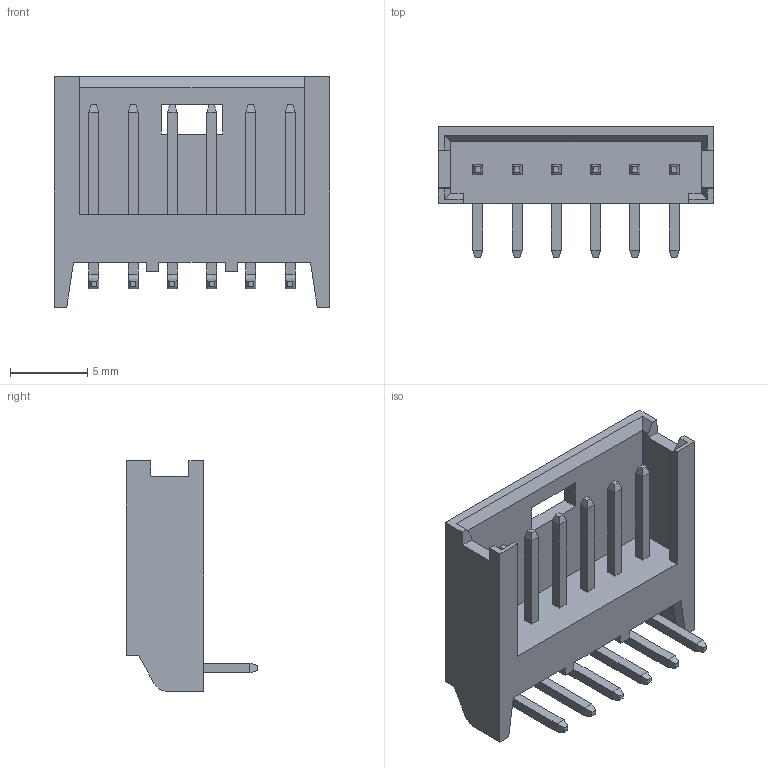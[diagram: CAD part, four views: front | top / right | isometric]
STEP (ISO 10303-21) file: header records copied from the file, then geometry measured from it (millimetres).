
FILE_DESCRIPTION( ('This file contains a STEP AP42 implementation' ,'as created by ZW3D STEP Interface translator.') ,'2;1' );
FILE_NAME( 'WF2548-1WRXXXX1.stp' ,'23 5 4.154141', (''), ('ZWCAD Software Co.'), 'Version 1.0', 'ZW3D to STEP translator', '' );
FILE_SCHEMA(('AUTOMOTIVE_DESIGN { 1 0 10303 214 1 1 1 1 }'));
Length unit declared in the file: millimetre
Products named in the file (2): 0; WF2548-1WRXXXX1
Bounding box: 17.8 x 8.5 x 14.9 mm (x, y, z)
Volume: 539.2 mm3; surface area: 1083.6 mm2
Topology: 1 solids, 1 shells, 219 faces, 561 edges, 356 vertices
Faces by surface type: plane 205, cylinder 14
Entity records: 6711 total; most frequent: CARTESIAN_POINT 1137, ORIENTED_EDGE 1122, DIRECTION 1029, EDGE_CURVE 561, VECTOR 533, LINE 533, VERTEX_POINT 356, AXIS2_PLACEMENT_3D 248
